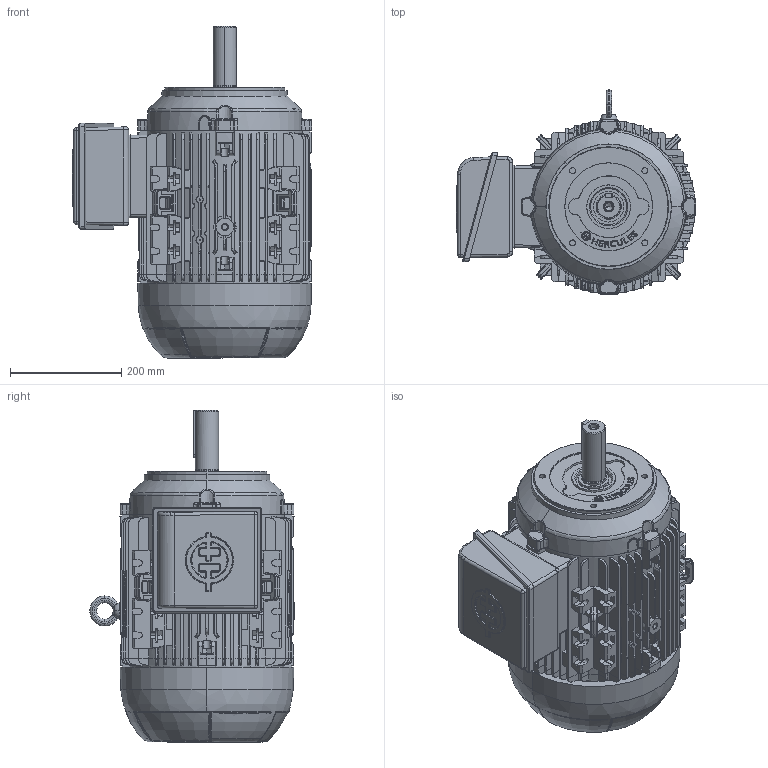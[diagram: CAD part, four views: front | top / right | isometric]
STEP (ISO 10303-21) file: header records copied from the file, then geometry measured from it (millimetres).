
FILE_DESCRIPTION (( 'STEP AP203' ), '1' );
FILE_NAME ('160M_SP_FC_RIGHT.STEP', '2022-07-16T09:56:26', ( '' ), ( '' ), 'SwSTEP 2.0', 'SolidWorks 2020', '' );
FILE_SCHEMA (( 'CONFIG_CONTROL_DESIGN' ));
Length unit declared in the file: millimetre
Products named in the file (10): 105033082_�40; 105006203_casca_Usinado; 105032 DIN6885 AB - ABNT C_10.5032.049; 105012100; 105006204-205_casca_50.5307.124 (M); 105006202_casca_USINADO; 105035276_casca_50.5307.120; 160M_SP_FC_RIGHT; 105030278_casca; Eixo IEC160 2P_casca_50.5342.002
Assembly tree (9 placements, depth 2):
  160M_SP_FC_RIGHT
    105006204-205_casca_50.5307.124 (M)
    Eixo IEC160 2P_casca_50.5342.002
    105006202_casca_USINADO
    105006203_casca_Usinado
    105033082_�40
    105030278_casca
    105012100
    105032 DIN6885 AB - ABNT C_10.5032.049
    105035276_casca_50.5307.120
Bounding box: 431.19 x 367.95 x 598 mm (x, y, z)
Volume: 36019624.5 mm3; surface area: 1557507.6 mm2
Topology: 9 solids, 12 shells, 3381 faces, 9012 edges, 5740 vertices
Faces by surface type: plane 1525, cylinder 979, bspline 462, cone 273, torus 135, sphere 7
Entity records: 126423 total; most frequent: CARTESIAN_POINT 48272, ORIENTED_EDGE 18008, DIRECTION 13829, EDGE_CURVE 9004, VERTEX_POINT 5740, LINE 4809, VECTOR 4809, AXIS2_PLACEMENT_3D 4510
